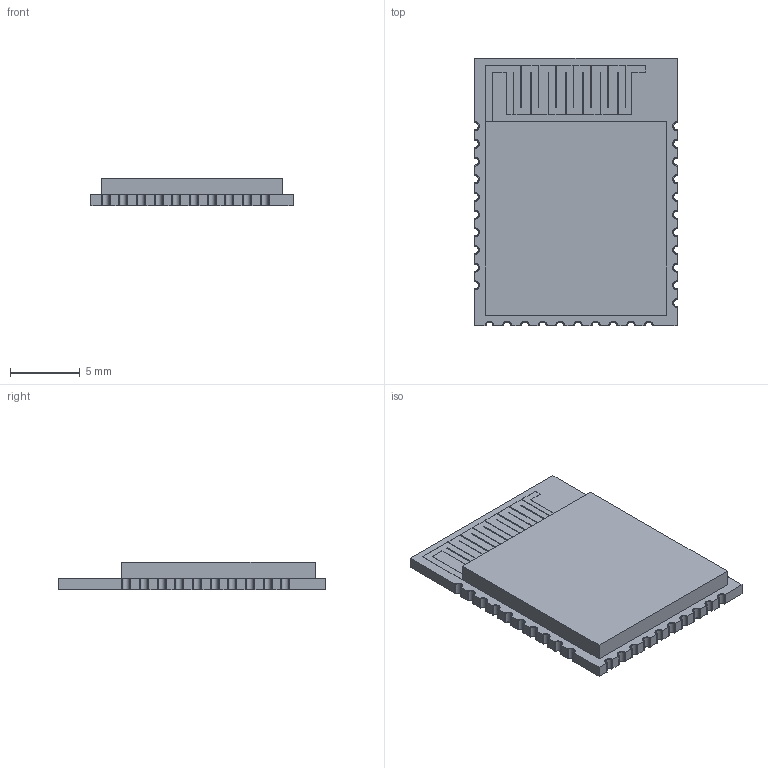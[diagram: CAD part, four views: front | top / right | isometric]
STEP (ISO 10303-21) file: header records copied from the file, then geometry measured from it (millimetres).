
FILE_DESCRIPTION(/* description */ ('STEP AP214'),/* implementation_level */ '2;1');
FILE_NAME(/* name */ '611ec845e584ef58dcf33d19',/* time_stamp */ '2021-08-19T21:08:23+00:00',/* author */ (''),/* organization */ (''),/* preprocessor_version */ 'ST-DEVELOPER v18.1',/* originating_system */ ' ',/* authorisation */ ' ');
FILE_SCHEMA (('AUTOMOTIVE_DESIGN {1 0 10303 214 3 1 1}'));
Length unit declared in the file: metre
Products named in the file (2): Shield; PCB
Bounding box: 14.54 x 19.21 x 2.01 mm (x, y, z)
Volume: 438.3 mm3; surface area: 1043 mm2
Topology: 2 solids, 2 shells, 513 faces, 1462 edges, 954 vertices
Faces by surface type: plane 451, cylinder 62
Entity records: 18800 total; most frequent: CARTESIAN_POINT 2931, ORIENTED_EDGE 2924, DIRECTION 2616, EDGE_CURVE 1462, LINE 1338, VECTOR 1338, VERTEX_POINT 954, AXIS2_PLACEMENT_3D 639
